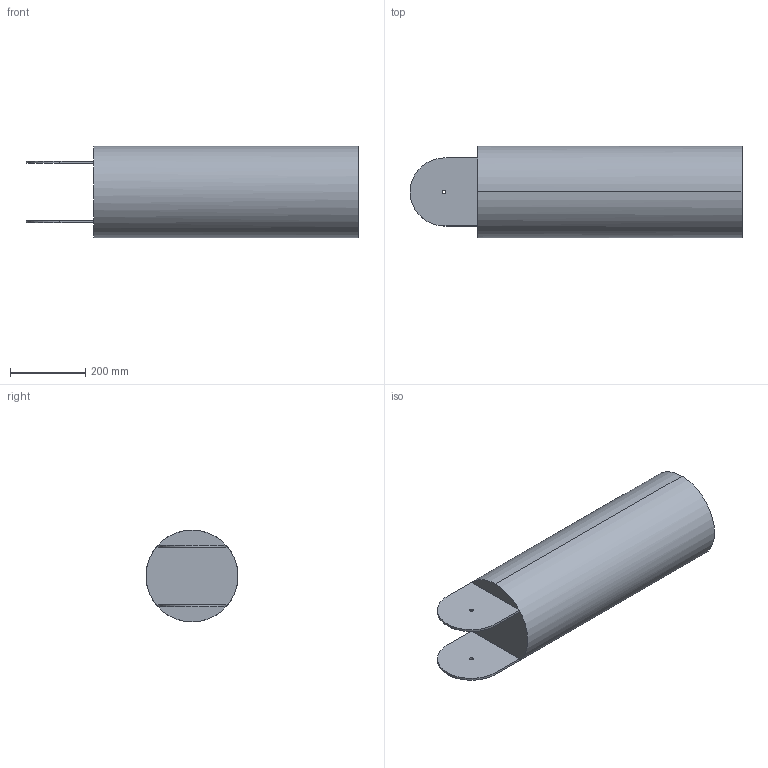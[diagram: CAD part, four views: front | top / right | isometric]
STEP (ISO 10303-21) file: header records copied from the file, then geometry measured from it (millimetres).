
FILE_DESCRIPTION (( 'STEP AP203' ), '1' );
FILE_NAME ('piston_dis_Varsayilan_sldprt.STEP', '2018-12-13T19:21:35', ( '' ), ( '' ), 'SwSTEP 2.0', 'SolidWorks 2016', '' );
FILE_SCHEMA (( 'CONFIG_CONTROL_DESIGN' ));
Length unit declared in the file: millimetre
Products named in the file (1): piston_dis_Varsayilan_sldprt
Bounding box: 880 x 243.51 x 243.51 mm (x, y, z)
Volume: 3732543.5 mm3; surface area: 1252541.1 mm2
Topology: 1 solids, 1 shells, 23 faces, 52 edges, 32 vertices
Faces by surface type: plane 13, cylinder 10
Entity records: 731 total; most frequent: DIRECTION 124, CARTESIAN_POINT 108, ORIENTED_EDGE 104, EDGE_CURVE 52, AXIS2_PLACEMENT_3D 48, VERTEX_POINT 32, EDGE_LOOP 28, VECTOR 28
